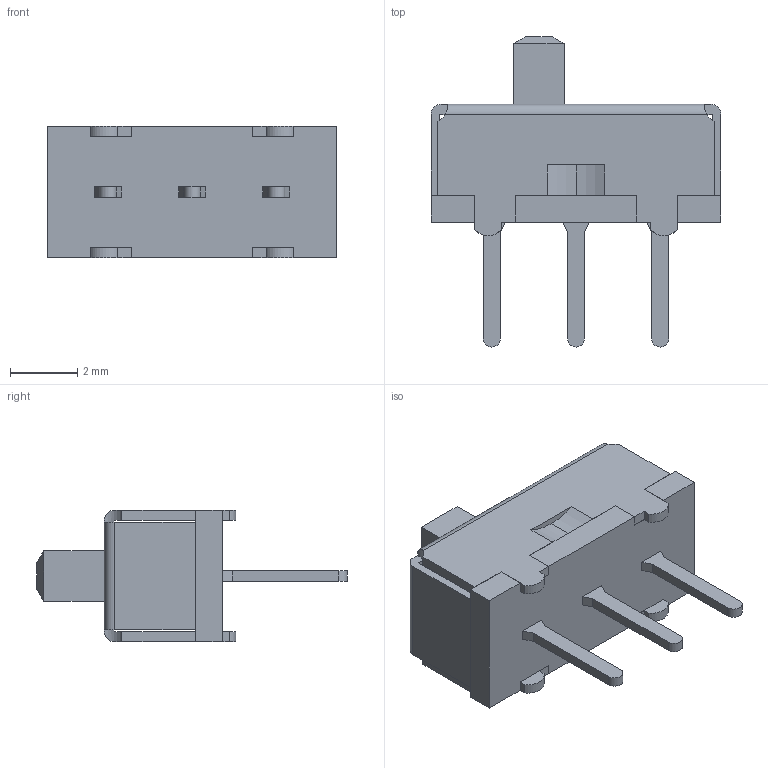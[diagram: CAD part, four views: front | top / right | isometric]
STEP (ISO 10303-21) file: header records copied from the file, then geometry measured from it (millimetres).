
FILE_DESCRIPTION (( 'STEP AP214' ), '1' );
FILE_NAME ('Same_Sky_SLW-883935-2A-D.step', '2025-07-30T21:41:55', ( '' ), ( '' ), 'SwSTEP 2.0', 'SolidWorks 2025', '' );
FILE_SCHEMA (( 'AUTOMOTIVE_DESIGN' ));
Length unit declared in the file: millimetre
Products named in the file (1): Same_Sky_SLW-883935-2A-D
Bounding box: 8.6 x 9.2 x 3.9 mm (x, y, z)
Volume: 83.5 mm3; surface area: 405 mm2
Topology: 3 solids, 3 shells, 146 faces, 395 edges, 262 vertices
Faces by surface type: plane 126, cylinder 20
Entity records: 4584 total; most frequent: CARTESIAN_POINT 824, ORIENTED_EDGE 790, DIRECTION 725, EDGE_CURVE 395, LINE 351, VECTOR 351, VERTEX_POINT 262, AXIS2_PLACEMENT_3D 187
